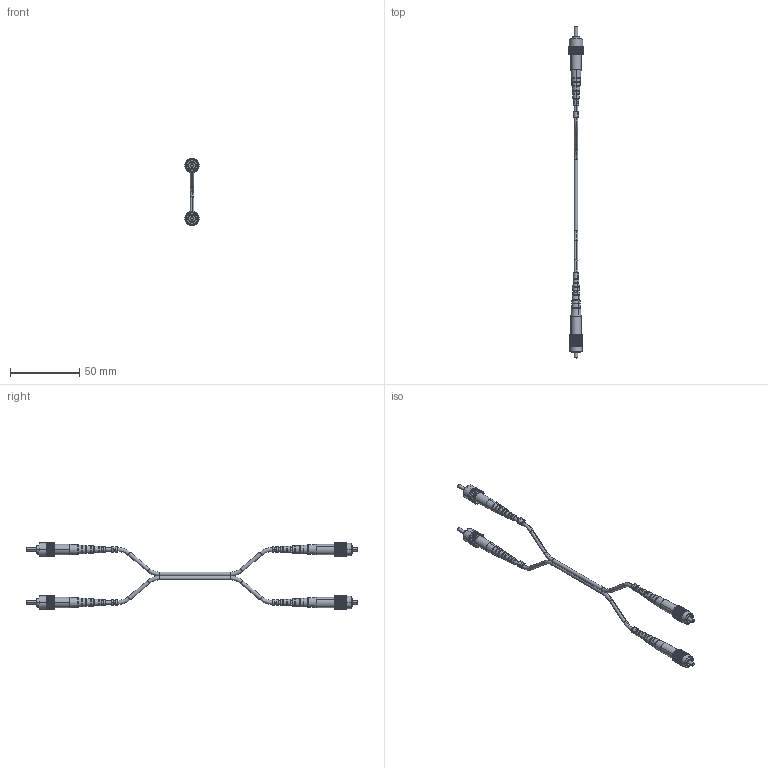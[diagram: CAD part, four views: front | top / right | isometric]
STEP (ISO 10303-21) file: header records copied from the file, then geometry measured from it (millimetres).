
FILE_DESCRIPTION (( 'STEP AP203' ), '1' );
FILE_NAME ('FODFC50-ST.STEP', '2006-06-23T19:34:49', ( 'lcom' ), ( 'lcom' ), 'SwSTEP 2.0', 'SolidWorks 2006004', '' );
FILE_SCHEMA (( 'CONFIG_CONTROL_DESIGN' ));
Length unit declared in the file: inch
Products named in the file (11): CONN-351-201-78; LBL-C3P-B; FOC-001BA-PROD-MA3; FODFC50-ST; FOC-001BA; 1AL06-002; FOC-001BA-PROD-MA1; FOC-001BA-PROD-MA2; LBL-C3P-A; CONN-351-201-78-MA2; CONN-351-201-78-MA1
Assembly tree (14 placements, depth 3):
  FODFC50-ST
    FOC-001BA  x2
      FOC-001BA-PROD-MA2
      FOC-001BA-PROD-MA1
      FOC-001BA-PROD-MA3
    LBL-C3P-B  x2
    LBL-C3P-A  x2
    CONN-351-201-78  x2
      CONN-351-201-78-MA2
      CONN-351-201-78-MA1
    1AL06-002
Bounding box: 10.3 x 239.86 x 48.6 mm (x, y, z)
Volume: 7567.9 mm3; surface area: 14282.5 mm2
Topology: 15 solids, 15 shells, 1277 faces, 3735 edges, 2474 vertices
Faces by surface type: plane 948, cylinder 255, cone 36, torus 20, bspline 18
Entity records: 24322 total; most frequent: CARTESIAN_POINT 5389, ORIENTED_EDGE 3814, DIRECTION 3586, EDGE_CURVE 1907, VECTOR 1278, LINE 1278, VERTEX_POINT 1258, AXIS2_PLACEMENT_3D 1154
